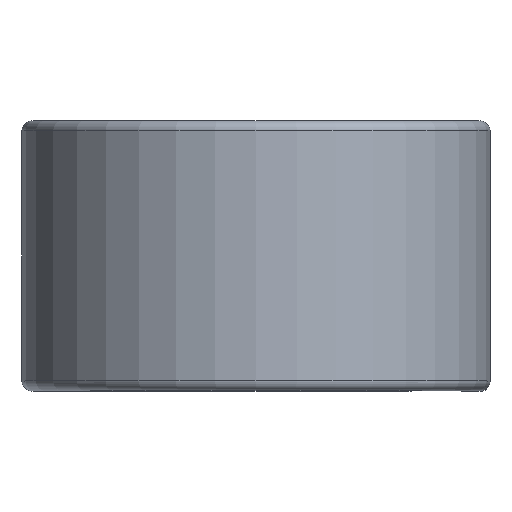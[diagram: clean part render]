
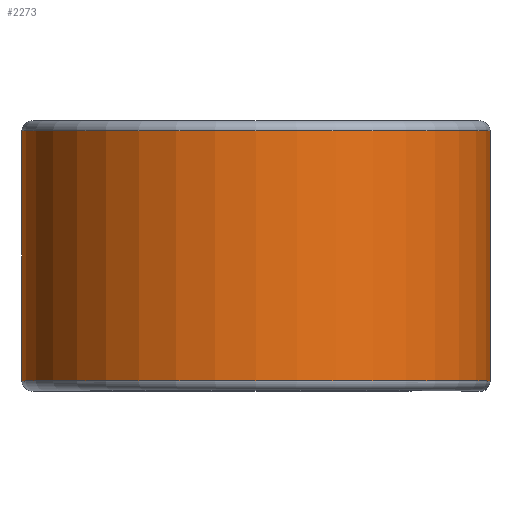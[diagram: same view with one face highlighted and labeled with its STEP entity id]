
A CAD part, top view. The second image highlights one B-rep face of the part: STEP entity #2273.
In plain terms, the highlighted cylindrical face has radius 17.882 mm (diameter 35.763 mm), a partial arc.
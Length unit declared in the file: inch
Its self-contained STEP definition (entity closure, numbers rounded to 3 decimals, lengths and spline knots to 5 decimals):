
#41 = CARTESIAN_POINT ( 'NONE',  ( 0., 0.375, 0. ) ) ;
#128 = DIRECTION ( 'NONE',  ( 0., 0., -1. ) ) ;
#137 = DIRECTION ( 'NONE',  ( 0., -1., 0. ) ) ;
#177 = ORIENTED_EDGE ( 'NONE', *, *, #1441, .T. ) ;
#206 = CARTESIAN_POINT ( 'NONE',  ( 0., 0.37625, -0.704 ) ) ;
#250 = VERTEX_POINT ( 'NONE', #319 ) ;
#319 = CARTESIAN_POINT ( 'NONE',  ( 0., -0.37625, -0.704 ) ) ;
#451 = ORIENTED_EDGE ( 'NONE', *, *, #1175, .F. ) ;
#508 = ORIENTED_EDGE ( 'NONE', *, *, #1418, .T. ) ;
#589 = AXIS2_PLACEMENT_3D ( 'NONE', #1917, #137, #128 ) ;
#597 = DIRECTION ( 'NONE',  ( 0., 1., 0. ) ) ;
#685 = CARTESIAN_POINT ( 'NONE',  ( 0.704, 0.37625, 0. ) ) ;
#710 = VERTEX_POINT ( 'NONE', #2168 ) ;
#725 = LINE ( 'NONE', #1847, #1820 ) ;
#863 = ORIENTED_EDGE ( 'NONE', *, *, #1408, .F. ) ;
#892 = VERTEX_POINT ( 'NONE', #206 ) ;
#903 = AXIS2_PLACEMENT_3D ( 'NONE', #1493, #1484, #1332 ) ;
#1135 = VECTOR ( 'NONE', #597, 39.37008 ) ;
#1175 = EDGE_CURVE ( 'NONE', #250, #892, #725, .T. ) ;
#1209 = CIRCLE ( 'NONE', #589, 0.704 ) ;
#1280 = FACE_OUTER_BOUND ( 'NONE', #1851, .T. ) ;
#1332 = DIRECTION ( 'NONE',  ( 0., 0., -1. ) ) ;
#1408 = EDGE_CURVE ( 'NONE', #1597, #250, #2324, .T. ) ;
#1418 = EDGE_CURVE ( 'NONE', #1597, #710, #2333, .T. ) ;
#1441 = EDGE_CURVE ( 'NONE', #710, #892, #1209, .T. ) ;
#1484 = DIRECTION ( 'NONE',  ( 0., -1., 0. ) ) ;
#1493 = CARTESIAN_POINT ( 'NONE',  ( 0., -0.37625, 0. ) ) ;
#1517 = DIRECTION ( 'NONE',  ( 0., 1., 0. ) ) ;
#1597 = VERTEX_POINT ( 'NONE', #1956 ) ;
#1643 = DIRECTION ( 'NONE',  ( 0., 0., -1. ) ) ;
#1820 = VECTOR ( 'NONE', #1517, 39.37008 ) ;
#1834 = DIRECTION ( 'NONE',  ( 0., -1., 0. ) ) ;
#1847 = CARTESIAN_POINT ( 'NONE',  ( 0., 0.37625, -0.704 ) ) ;
#1851 = EDGE_LOOP ( 'NONE', ( #508, #177, #451, #863 ) ) ;
#1917 = CARTESIAN_POINT ( 'NONE',  ( 0., 0.37625, 0. ) ) ;
#1956 = CARTESIAN_POINT ( 'NONE',  ( 0.704, -0.37625, 0. ) ) ;
#2168 = CARTESIAN_POINT ( 'NONE',  ( 0.704, 0.37625, 0. ) ) ;
#2273 = ADVANCED_FACE ( 'NONE', ( #1280 ), #2458, .T. ) ;
#2324 = CIRCLE ( 'NONE', #903, 0.704 ) ;
#2333 = LINE ( 'NONE', #685, #1135 ) ;
#2400 = AXIS2_PLACEMENT_3D ( 'NONE', #41, #1834, #1643 ) ;
#2458 = CYLINDRICAL_SURFACE ( 'NONE', #2400, 0.704 ) ;
